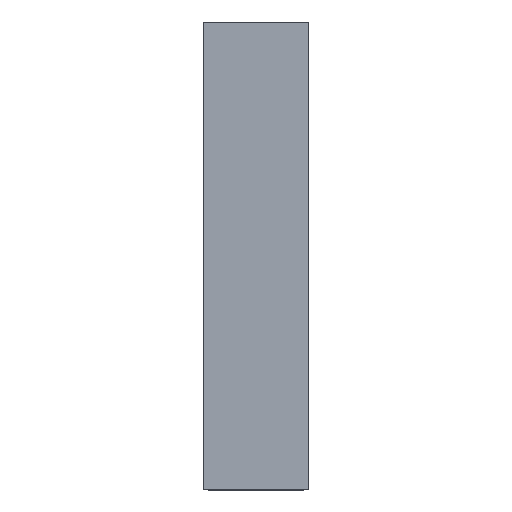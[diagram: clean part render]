
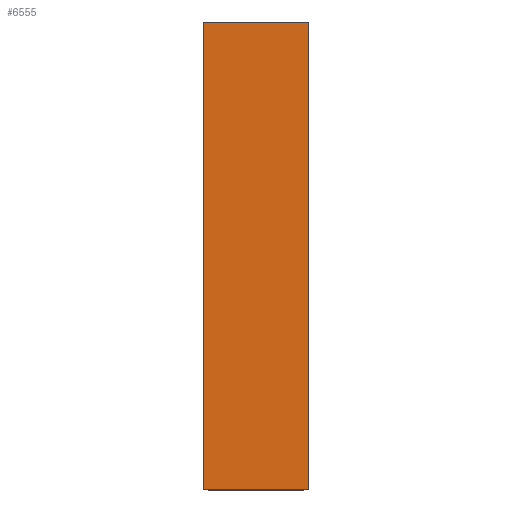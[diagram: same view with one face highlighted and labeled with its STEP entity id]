
A CAD part, top view. The second image highlights one B-rep face of the part: STEP entity #6555.
In plain terms, the highlighted planar face has unit normal (0, 0, 1).
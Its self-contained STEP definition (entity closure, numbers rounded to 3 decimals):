
#163 = CARTESIAN_POINT ( 'NONE',  ( 22.5, 0., 15. ) ) ;
#317 = LINE ( 'NONE', #4440, #5202 ) ;
#567 = VERTEX_POINT ( 'NONE', #5536 ) ;
#764 = DIRECTION ( 'NONE',  ( 0., -1., 0. ) ) ;
#979 = ORIENTED_EDGE ( 'NONE', *, *, #3180, .T. ) ;
#1144 = CARTESIAN_POINT ( 'NONE',  ( -22.5, 0., 15. ) ) ;
#1359 = VECTOR ( 'NONE', #1888, 1000. ) ;
#1477 = CARTESIAN_POINT ( 'NONE',  ( 22.5, 0., 15. ) ) ;
#1587 = CARTESIAN_POINT ( 'NONE',  ( -22.5, 0., 15. ) ) ;
#1888 = DIRECTION ( 'NONE',  ( 1., 0., 0. ) ) ;
#1998 = LINE ( 'NONE', #1477, #4308 ) ;
#2557 = VERTEX_POINT ( 'NONE', #6925 ) ;
#3058 = ORIENTED_EDGE ( 'NONE', *, *, #6487, .T. ) ;
#3101 = LINE ( 'NONE', #4330, #6934 ) ;
#3180 = EDGE_CURVE ( 'NONE', #567, #2557, #3101, .T. ) ;
#3260 = PLANE ( 'NONE',  #6386 ) ;
#3298 = EDGE_LOOP ( 'NONE', ( #6283, #3058, #4819, #979 ) ) ;
#3420 = CARTESIAN_POINT ( 'NONE',  ( 22.5, 200., 15. ) ) ;
#4308 = VECTOR ( 'NONE', #6659, 1000. ) ;
#4330 = CARTESIAN_POINT ( 'NONE',  ( -22.5, 0., 15. ) ) ;
#4440 = CARTESIAN_POINT ( 'NONE',  ( -22.5, 200., 15. ) ) ;
#4517 = EDGE_CURVE ( 'NONE', #2557, #6074, #7233, .T. ) ;
#4539 = DIRECTION ( 'NONE',  ( 1., 0., 0. ) ) ;
#4819 = ORIENTED_EDGE ( 'NONE', *, *, #7267, .T. ) ;
#5202 = VECTOR ( 'NONE', #6181, 1000. ) ;
#5223 = VERTEX_POINT ( 'NONE', #3420 ) ;
#5498 = FACE_OUTER_BOUND ( 'NONE', #3298, .T. ) ;
#5536 = CARTESIAN_POINT ( 'NONE',  ( -22.5, 200., 15. ) ) ;
#6074 = VERTEX_POINT ( 'NONE', #163 ) ;
#6181 = DIRECTION ( 'NONE',  ( -1., 0., 0. ) ) ;
#6283 = ORIENTED_EDGE ( 'NONE', *, *, #4517, .T. ) ;
#6386 = AXIS2_PLACEMENT_3D ( 'NONE', #1587, #6828, #4539 ) ;
#6487 = EDGE_CURVE ( 'NONE', #6074, #5223, #1998, .T. ) ;
#6555 = ADVANCED_FACE ( 'NONE', ( #5498 ), #3260, .T. ) ;
#6659 = DIRECTION ( 'NONE',  ( 0., 1., 0. ) ) ;
#6828 = DIRECTION ( 'NONE',  ( 0., 0., 1. ) ) ;
#6925 = CARTESIAN_POINT ( 'NONE',  ( -22.5, 0., 15. ) ) ;
#6934 = VECTOR ( 'NONE', #764, 1000. ) ;
#7233 = LINE ( 'NONE', #1144, #1359 ) ;
#7267 = EDGE_CURVE ( 'NONE', #5223, #567, #317, .T. ) ;
